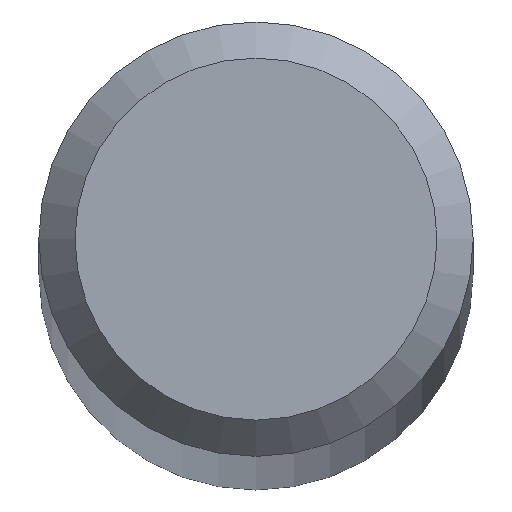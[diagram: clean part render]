
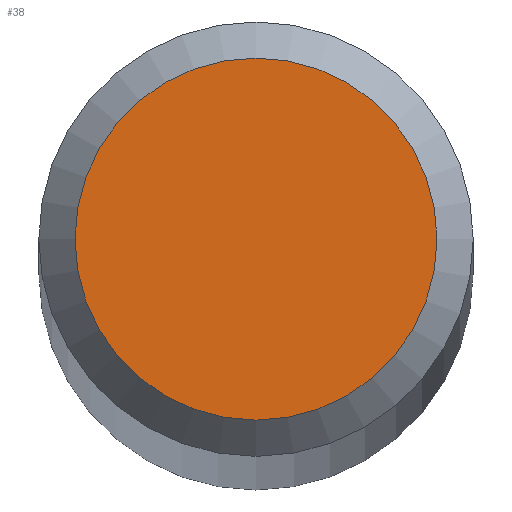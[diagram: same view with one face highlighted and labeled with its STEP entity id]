
A CAD part, top view. The second image highlights one B-rep face of the part: STEP entity #38.
In plain terms, the highlighted planar face has unit normal (0, 0, 1).
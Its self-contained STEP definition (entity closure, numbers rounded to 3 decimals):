
#15 = PLANE ( 'NONE',  #122 ) ;
#16 = DIRECTION ( 'NONE',  ( 1., 0., 0. ) ) ;
#17 = CARTESIAN_POINT ( 'NONE',  ( 0., 0., 0. ) ) ;
#18 = DIRECTION ( 'NONE',  ( 0., 0., 1. ) ) ;
#20 = ORIENTED_EDGE ( 'NONE', *, *, #125, .T. ) ;
#38 = ADVANCED_FACE ( 'NONE', ( #53 ), #15, .T. ) ;
#45 = CARTESIAN_POINT ( 'NONE',  ( 0., 0., 0. ) ) ;
#53 = FACE_OUTER_BOUND ( 'NONE', #103, .T. ) ;
#68 = VERTEX_POINT ( 'NONE', #78 ) ;
#78 = CARTESIAN_POINT ( 'NONE',  ( 2.5, 0., 0. ) ) ;
#81 = DIRECTION ( 'NONE',  ( 0., 0., 1. ) ) ;
#82 = DIRECTION ( 'NONE',  ( 1., 0., 0. ) ) ;
#103 = EDGE_LOOP ( 'NONE', ( #20 ) ) ;
#104 = CIRCLE ( 'NONE', #112, 2.5 ) ;
#112 = AXIS2_PLACEMENT_3D ( 'NONE', #45, #81, #82 ) ;
#122 = AXIS2_PLACEMENT_3D ( 'NONE', #17, #18, #16 ) ;
#125 = EDGE_CURVE ( 'NONE', #68, #68, #104, .T. ) ;
